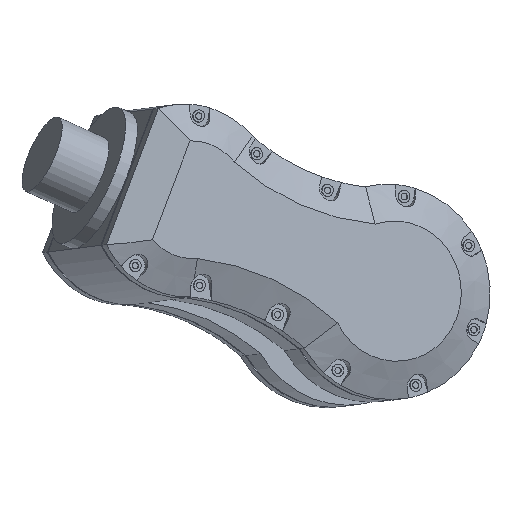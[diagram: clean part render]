
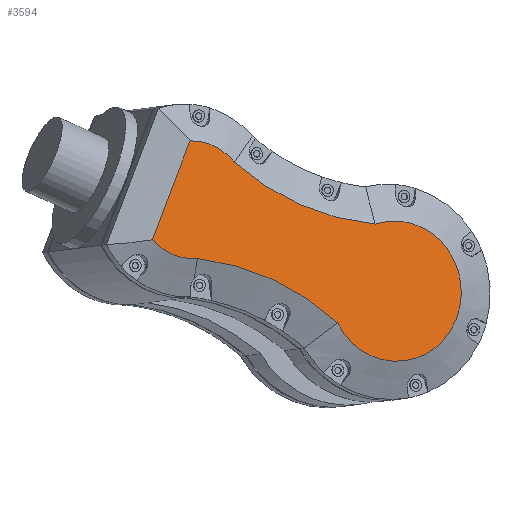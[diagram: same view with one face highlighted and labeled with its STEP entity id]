
A CAD part, left-side view. The second image highlights one B-rep face of the part: STEP entity #3594.
In plain terms, the highlighted planar face has unit normal (-0.934, -0.354, 0.045).
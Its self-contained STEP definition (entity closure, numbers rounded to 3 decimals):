
#286=PLANE('',#4055);
#512=FACE_OUTER_BOUND('',#800,.T.);
#800=EDGE_LOOP('',(#3139,#3140,#3141,#3142,#3143,#3144));
#994=LINE('',#6805,#1184);
#1184=VECTOR('',#5100,10.);
#1342=CIRCLE('',#3906,98.939);
#1401=CIRCLE('',#4038,26.061);
#1405=CIRCLE('',#4043,21.911);
#1408=CIRCLE('',#4048,21.911);
#1411=CIRCLE('',#4052,98.939);
#1633=VERTEX_POINT('',#6258);
#1634=VERTEX_POINT('',#6263);
#1725=VERTEX_POINT('',#6784);
#1726=VERTEX_POINT('',#6796);
#1728=VERTEX_POINT('',#6804);
#1730=VERTEX_POINT('',#6813);
#2058=EDGE_CURVE('',#1633,#1634,#1342,.T.);
#2200=EDGE_CURVE('',#1725,#1633,#1401,.T.);
#2204=EDGE_CURVE('',#1634,#1726,#1405,.T.);
#2207=EDGE_CURVE('',#1726,#1728,#994,.T.);
#2211=EDGE_CURVE('',#1728,#1730,#1408,.T.);
#2215=EDGE_CURVE('',#1730,#1725,#1411,.T.);
#3139=ORIENTED_EDGE('',*,*,#2200,.F.);
#3140=ORIENTED_EDGE('',*,*,#2215,.F.);
#3141=ORIENTED_EDGE('',*,*,#2211,.F.);
#3142=ORIENTED_EDGE('',*,*,#2207,.F.);
#3143=ORIENTED_EDGE('',*,*,#2204,.F.);
#3144=ORIENTED_EDGE('',*,*,#2058,.F.);
#3594=ADVANCED_FACE('',(#512),#286,.T.);
#3906=AXIS2_PLACEMENT_3D('',#6264,#4766,#4767);
#4038=AXIS2_PLACEMENT_3D('',#6791,#5084,#5085);
#4043=AXIS2_PLACEMENT_3D('',#6797,#5094,#5095);
#4048=AXIS2_PLACEMENT_3D('',#6814,#5106,#5107);
#4052=AXIS2_PLACEMENT_3D('',#6823,#5114,#5115);
#4055=AXIS2_PLACEMENT_3D('',#6826,#5120,#5121);
#4766=DIRECTION('center_axis',(-0.934,-0.354,0.045));
#4767=DIRECTION('ref_axis',(0.258,-0.583,0.771));
#5084=DIRECTION('center_axis',(0.934,0.354,-0.045));
#5085=DIRECTION('ref_axis',(-0.325,0.79,-0.519));
#5094=DIRECTION('center_axis',(0.934,0.354,-0.045));
#5095=DIRECTION('ref_axis',(-0.335,0.825,-0.456));
#5100=DIRECTION('',(0.177,-0.35,0.92));
#5106=DIRECTION('center_axis',(0.934,0.354,-0.045));
#5107=DIRECTION('ref_axis',(0.292,-0.684,0.669));
#5114=DIRECTION('center_axis',(-0.934,-0.354,0.045));
#5115=DIRECTION('ref_axis',(-0.258,0.583,-0.77));
#5120=DIRECTION('center_axis',(-0.934,-0.354,0.045));
#5121=DIRECTION('ref_axis',(0.31,-0.867,-0.39));
#6258=CARTESIAN_POINT('',(201.66,-152.358,447.326));
#6263=CARTESIAN_POINT('',(183.086,-100.349,471.183));
#6264=CARTESIAN_POINT('Origin',(175.441,-92.757,372.832));
#6784=CARTESIAN_POINT('',(208.726,-166.302,483.979));
#6791=CARTESIAN_POINT('Origin',(210.402,-173.898,459.106));
#6796=CARTESIAN_POINT('',(177.078,-83.615,478.19));
#6797=CARTESIAN_POINT('Origin',(183.425,-98.454,493.01));
#6804=CARTESIAN_POINT('',(184.153,-97.579,514.891));
#6805=CARTESIAN_POINT('',(185.492,-100.221,521.836));
#6813=CARTESIAN_POINT('',(189.993,-113.979,507.008));
#6814=CARTESIAN_POINT('Origin',(183.425,-98.454,493.01));
#6823=CARTESIAN_POINT('Origin',(215.855,-172.514,582.465));
#6826=CARTESIAN_POINT('Origin',(199.549,-143.547,472.745));
